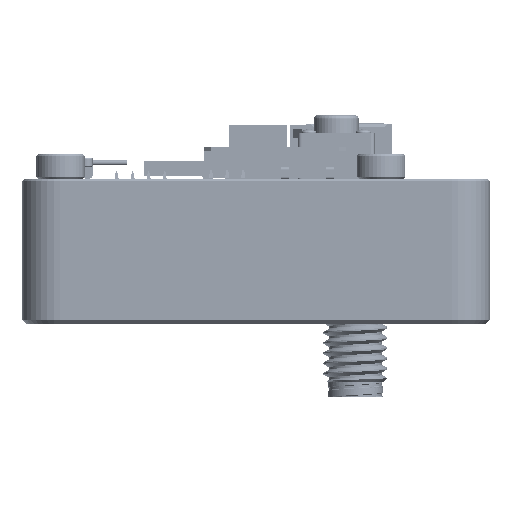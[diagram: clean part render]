
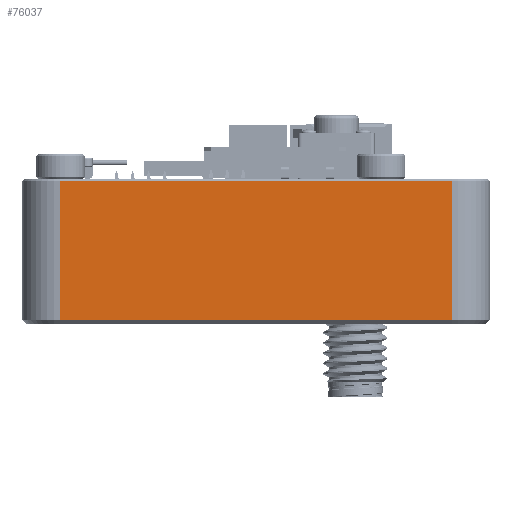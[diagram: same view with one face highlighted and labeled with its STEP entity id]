
A CAD part, left-side view. The second image highlights one B-rep face of the part: STEP entity #76037.
In plain terms, the highlighted planar face has unit normal (-1, 0, 0).
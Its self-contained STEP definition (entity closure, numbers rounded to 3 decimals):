
#24237=FACE_OUTER_BOUND('',#87270,.T.);
#31961=PLANE('',#189876);
#37928=LINE('',#245504,#57011);
#37929=LINE('',#245507,#57012);
#37930=LINE('',#245509,#57013);
#37931=LINE('',#245511,#57014);
#57011=VECTOR('',#202148,1.);
#57012=VECTOR('',#202149,1.);
#57013=VECTOR('',#202150,1.);
#57014=VECTOR('',#202151,1.);
#76037=ADVANCED_FACE('',(#24237),#31961,.T.);
#87270=EDGE_LOOP('',(#96286,#96287,#96288,#96289));
#96286=ORIENTED_EDGE('',*,*,#160199,.T.);
#96287=ORIENTED_EDGE('',*,*,#160200,.T.);
#96288=ORIENTED_EDGE('',*,*,#160201,.T.);
#96289=ORIENTED_EDGE('',*,*,#160202,.T.);
#140957=VERTEX_POINT('',#245505);
#140958=VERTEX_POINT('',#245506);
#140959=VERTEX_POINT('',#245508);
#140960=VERTEX_POINT('',#245510);
#160199=EDGE_CURVE('',#140957,#140958,#37928,.T.);
#160200=EDGE_CURVE('',#140958,#140959,#37929,.T.);
#160201=EDGE_CURVE('',#140959,#140960,#37930,.T.);
#160202=EDGE_CURVE('',#140960,#140957,#37931,.T.);
#189876=AXIS2_PLACEMENT_3D('',#245512,#202152,#202153);
#202148=DIRECTION('',(0.,0.,-1.));
#202149=DIRECTION('',(0.,-1.,0.));
#202150=DIRECTION('',(0.,0.,1.));
#202151=DIRECTION('',(0.,1.,0.));
#202152=DIRECTION('',(-1.,0.,0.));
#202153=DIRECTION('',(0.,0.,1.));
#245504=CARTESIAN_POINT('',(-35.,12.5,0.));
#245505=CARTESIAN_POINT('',(-35.,12.5,-0.15));
#245506=CARTESIAN_POINT('',(-35.,12.5,-10.98));
#245507=CARTESIAN_POINT('',(-35.,-21.,-10.98));
#245508=CARTESIAN_POINT('',(-35.,-18.,-10.98));
#245509=CARTESIAN_POINT('',(-35.,-18.,0.));
#245510=CARTESIAN_POINT('',(-35.,-18.,-0.15));
#245511=CARTESIAN_POINT('',(-35.,12.5,-0.15));
#245512=CARTESIAN_POINT('',(-35.,-21.,0.));
